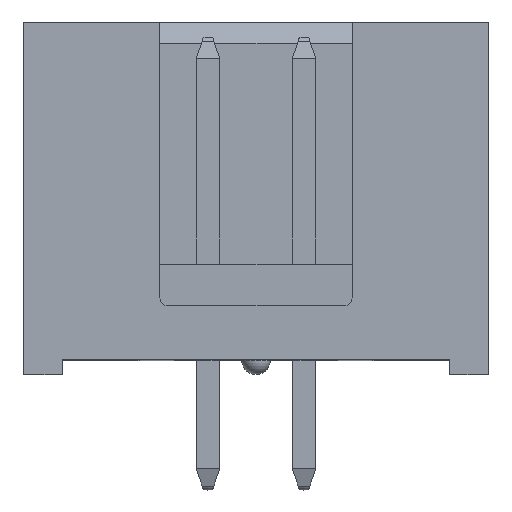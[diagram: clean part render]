
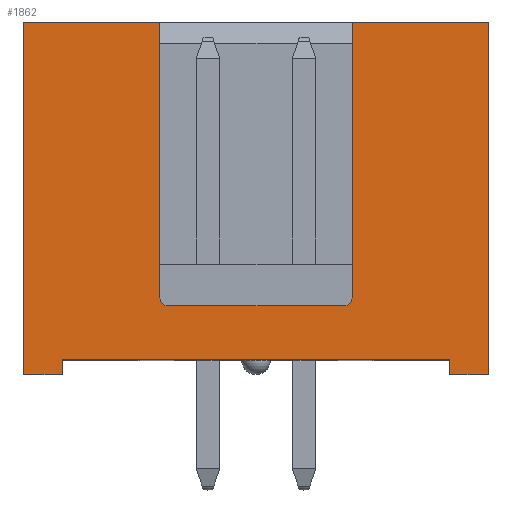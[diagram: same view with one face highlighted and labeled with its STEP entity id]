
A CAD part, top view. The second image highlights one B-rep face of the part: STEP entity #1862.
In plain terms, the highlighted planar face has unit normal (0, 0, 1).
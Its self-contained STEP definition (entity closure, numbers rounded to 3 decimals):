
#225=DIRECTION('',(0.,-1.,0.));
#226=VECTOR('',#225,7.3);
#227=CARTESIAN_POINT('',(6.145,9.32,8.89));
#228=LINE('178',#227,#226);
#229=CARTESIAN_POINT('',(6.345,2.02,8.89));
#230=DIRECTION('',(0.,0.,1.));
#231=DIRECTION('',(-1.,0.,0.));
#232=AXIS2_PLACEMENT_3D('',#229,#230,#231);
#234=DIRECTION('',(1.,0.,0.));
#235=VECTOR('',#234,4.68);
#236=CARTESIAN_POINT('',(6.345,1.82,8.89));
#237=LINE('180',#236,#235);
#238=CARTESIAN_POINT('',(11.025,2.02,8.89));
#239=DIRECTION('',(0.,0.,1.));
#240=DIRECTION('',(0.,-1.,0.));
#241=AXIS2_PLACEMENT_3D('',#238,#239,#240);
#243=DIRECTION('',(0.,-1.,0.));
#244=VECTOR('',#243,7.3);
#245=CARTESIAN_POINT('',(11.225,9.32,8.89));
#246=LINE('182',#245,#244);
#247=DIRECTION('',(-1.,0.,0.));
#248=VECTOR('',#247,3.605);
#249=CARTESIAN_POINT('',(14.83,9.32,8.89));
#250=LINE('190',#249,#248);
#251=DIRECTION('',(0.,1.,0.));
#252=VECTOR('',#251,9.32);
#253=CARTESIAN_POINT('',(14.83,0.,8.89));
#254=LINE('43',#253,#252);
#255=DIRECTION('',(1.,0.,0.));
#256=VECTOR('',#255,1.02);
#257=CARTESIAN_POINT('',(13.81,0.,8.89));
#258=LINE('42',#257,#256);
#259=DIRECTION('',(0.,-1.,0.));
#260=VECTOR('',#259,0.38);
#261=CARTESIAN_POINT('',(13.81,0.38,8.89));
#262=LINE('41',#261,#260);
#263=DIRECTION('',(1.,0.,0.));
#264=VECTOR('',#263,10.25);
#265=CARTESIAN_POINT('',(3.56,0.38,8.89));
#266=LINE('40',#265,#264);
#267=DIRECTION('',(0.,1.,0.));
#268=VECTOR('',#267,0.38);
#269=CARTESIAN_POINT('',(3.56,0.,8.89));
#270=LINE('39',#269,#268);
#271=DIRECTION('',(1.,0.,0.));
#272=VECTOR('',#271,1.02);
#273=CARTESIAN_POINT('',(2.54,0.,8.89));
#274=LINE('38',#273,#272);
#275=DIRECTION('',(0.,-1.,0.));
#276=VECTOR('',#275,9.32);
#277=CARTESIAN_POINT('',(2.54,9.32,8.89));
#278=LINE('37',#277,#276);
#279=DIRECTION('',(-1.,0.,0.));
#280=VECTOR('',#279,3.605);
#281=CARTESIAN_POINT('',(6.145,9.32,8.89));
#282=LINE('191',#281,#280);
#1233=CARTESIAN_POINT('',(2.54,9.32,8.89));
#1234=CARTESIAN_POINT('',(2.54,0.,8.89));
#1235=VERTEX_POINT('',#1233);
#1236=VERTEX_POINT('',#1234);
#1237=CARTESIAN_POINT('',(3.56,0.,8.89));
#1238=VERTEX_POINT('',#1237);
#1239=CARTESIAN_POINT('',(3.56,0.38,8.89));
#1240=VERTEX_POINT('',#1239);
#1241=CARTESIAN_POINT('',(13.81,0.38,8.89));
#1242=VERTEX_POINT('',#1241);
#1243=CARTESIAN_POINT('',(13.81,0.,8.89));
#1244=VERTEX_POINT('',#1243);
#1245=CARTESIAN_POINT('',(14.83,0.,8.89));
#1246=VERTEX_POINT('',#1245);
#1247=CARTESIAN_POINT('',(14.83,9.32,8.89));
#1248=VERTEX_POINT('',#1247);
#1301=CARTESIAN_POINT('',(6.145,9.32,8.89));
#1302=CARTESIAN_POINT('',(6.145,2.02,8.89));
#1303=VERTEX_POINT('',#1301);
#1304=VERTEX_POINT('',#1302);
#1305=CARTESIAN_POINT('',(6.345,1.82,8.89));
#1306=VERTEX_POINT('',#1305);
#1307=CARTESIAN_POINT('',(11.025,1.82,8.89));
#1308=VERTEX_POINT('',#1307);
#1309=CARTESIAN_POINT('',(11.225,2.02,8.89));
#1310=VERTEX_POINT('',#1309);
#1311=CARTESIAN_POINT('',(11.225,9.32,8.89));
#1312=VERTEX_POINT('',#1311);
#1831=CARTESIAN_POINT('',(0.,0.,8.89));
#1832=DIRECTION('',(0.,0.,1.));
#1833=DIRECTION('',(1.,0.,0.));
#1834=AXIS2_PLACEMENT_3D('',#1831,#1832,#1833);
#1835=PLANE('36',#1834);
#1837=ORIENTED_EDGE('178',*,*,#1836,.T.);
#1839=ORIENTED_EDGE('179',*,*,#1838,.T.);
#1841=ORIENTED_EDGE('180',*,*,#1840,.T.);
#1843=ORIENTED_EDGE('181',*,*,#1842,.T.);
#1845=ORIENTED_EDGE('182',*,*,#1844,.F.);
#1846=ORIENTED_EDGE('190',*,*,#1662,.F.);
#1848=ORIENTED_EDGE('43',*,*,#1847,.F.);
#1850=ORIENTED_EDGE('42',*,*,#1849,.F.);
#1852=ORIENTED_EDGE('41',*,*,#1851,.F.);
#1854=ORIENTED_EDGE('40',*,*,#1853,.F.);
#1856=ORIENTED_EDGE('39',*,*,#1855,.F.);
#1857=ORIENTED_EDGE('38',*,*,#1810,.F.);
#1858=ORIENTED_EDGE('37',*,*,#1775,.F.);
#1859=ORIENTED_EDGE('191',*,*,#1686,.F.);
#1860=EDGE_LOOP('36',(#1837,#1839,#1841,#1843,#1845,#1846,#1848,#1850,#1852,
#1854,#1856,#1857,#1858,#1859));
#1861=FACE_OUTER_BOUND('36',#1860,.F.);
#1862=ADVANCED_FACE('36',(#1861),#1835,.T.);
#233=CIRCLE('179',#232,0.2);
#242=CIRCLE('181',#241,0.2);
#1662=EDGE_CURVE('190',#1248,#1312,#250,.T.);
#1686=EDGE_CURVE('191',#1303,#1235,#282,.T.);
#1775=EDGE_CURVE('37',#1235,#1236,#278,.T.);
#1810=EDGE_CURVE('38',#1236,#1238,#274,.T.);
#1836=EDGE_CURVE('178',#1303,#1304,#228,.T.);
#1838=EDGE_CURVE('179',#1304,#1306,#233,.T.);
#1840=EDGE_CURVE('180',#1306,#1308,#237,.T.);
#1842=EDGE_CURVE('181',#1308,#1310,#242,.T.);
#1844=EDGE_CURVE('182',#1312,#1310,#246,.T.);
#1847=EDGE_CURVE('43',#1246,#1248,#254,.T.);
#1849=EDGE_CURVE('42',#1244,#1246,#258,.T.);
#1851=EDGE_CURVE('41',#1242,#1244,#262,.T.);
#1853=EDGE_CURVE('40',#1240,#1242,#266,.T.);
#1855=EDGE_CURVE('39',#1238,#1240,#270,.T.);
